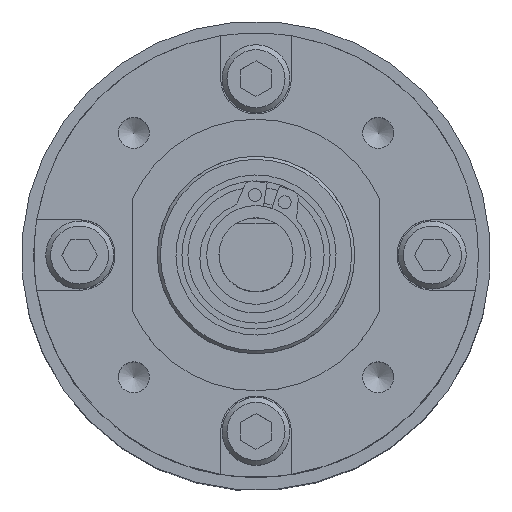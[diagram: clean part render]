
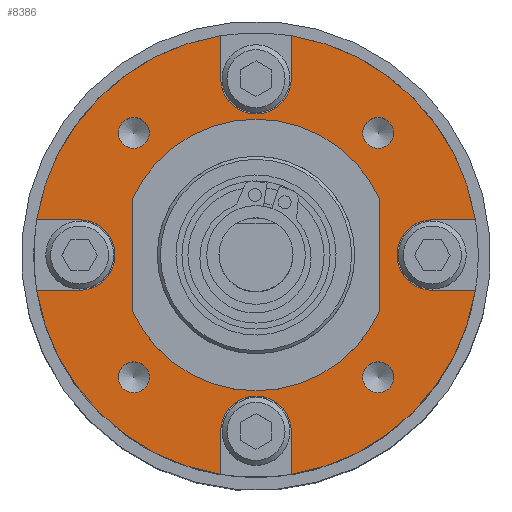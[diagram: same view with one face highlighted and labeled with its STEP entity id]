
A CAD part, top view. The second image highlights one B-rep face of the part: STEP entity #8386.
In plain terms, the highlighted planar face has unit normal (0, 0, 1).
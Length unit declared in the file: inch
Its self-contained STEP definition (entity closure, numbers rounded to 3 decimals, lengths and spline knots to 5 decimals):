
#480=FACE_BOUND('',#1294,.T.);
#481=FACE_BOUND('',#1295,.T.);
#482=FACE_BOUND('',#1296,.T.);
#483=FACE_BOUND('',#1297,.T.);
#484=FACE_BOUND('',#1298,.T.);
#559=PLANE('',#9207);
#838=FACE_OUTER_BOUND('',#1293,.T.);
#1293=EDGE_LOOP('',(#5686,#5687,#5688,#5689,#5690,#5691,#5692,#5693,#5694,
#5695,#5696,#5697,#5698,#5699,#5700,#5701));
#1294=EDGE_LOOP('',(#5702,#5703));
#1295=EDGE_LOOP('',(#5704,#5705));
#1296=EDGE_LOOP('',(#5706,#5707));
#1297=EDGE_LOOP('',(#5708,#5709));
#1298=EDGE_LOOP('',(#5710,#5711,#5712,#5713));
#1837=LINE('',#11886,#2531);
#1838=LINE('',#11888,#2532);
#1839=LINE('',#11891,#2533);
#1840=LINE('',#11893,#2534);
#1841=LINE('',#11896,#2535);
#1842=LINE('',#11898,#2536);
#1843=LINE('',#11901,#2537);
#1844=LINE('',#11902,#2538);
#1845=LINE('',#11905,#2539);
#1846=LINE('',#11909,#2540);
#2531=VECTOR('',#9993,39.37008);
#2532=VECTOR('',#9994,39.37008);
#2533=VECTOR('',#9997,39.37008);
#2534=VECTOR('',#9998,39.37008);
#2535=VECTOR('',#10001,39.37008);
#2536=VECTOR('',#10002,39.37008);
#2537=VECTOR('',#10005,39.37008);
#2538=VECTOR('',#10006,39.37008);
#2539=VECTOR('',#10007,39.37008);
#2540=VECTOR('',#10010,39.37008);
#3222=CIRCLE('',#9122,0.1125);
#3241=CIRCLE('',#9146,0.04921);
#3242=CIRCLE('',#9147,0.04921);
#3245=CIRCLE('',#9152,0.04921);
#3246=CIRCLE('',#9153,0.04921);
#3249=CIRCLE('',#9158,0.04921);
#3250=CIRCLE('',#9159,0.04921);
#3253=CIRCLE('',#9164,0.04921);
#3254=CIRCLE('',#9165,0.04921);
#3273=CIRCLE('',#9190,0.70866);
#3275=CIRCLE('',#9192,0.70866);
#3277=CIRCLE('',#9194,0.70866);
#3279=CIRCLE('',#9196,0.70866);
#3288=CIRCLE('',#9208,0.1125);
#3289=CIRCLE('',#9209,0.1125);
#3290=CIRCLE('',#9210,0.1125);
#3291=CIRCLE('',#9211,0.43307);
#3292=CIRCLE('',#9212,0.43307);
#3486=VERTEX_POINT('',#11689);
#3487=VERTEX_POINT('',#11691);
#3506=VERTEX_POINT('',#11739);
#3507=VERTEX_POINT('',#11741);
#3511=VERTEX_POINT('',#11752);
#3512=VERTEX_POINT('',#11754);
#3516=VERTEX_POINT('',#11765);
#3517=VERTEX_POINT('',#11767);
#3521=VERTEX_POINT('',#11778);
#3522=VERTEX_POINT('',#11780);
#3544=VERTEX_POINT('',#11834);
#3545=VERTEX_POINT('',#11836);
#3548=VERTEX_POINT('',#11842);
#3549=VERTEX_POINT('',#11844);
#3552=VERTEX_POINT('',#11850);
#3553=VERTEX_POINT('',#11852);
#3556=VERTEX_POINT('',#11858);
#3557=VERTEX_POINT('',#11860);
#3567=VERTEX_POINT('',#11887);
#3568=VERTEX_POINT('',#11889);
#3569=VERTEX_POINT('',#11892);
#3570=VERTEX_POINT('',#11894);
#3571=VERTEX_POINT('',#11897);
#3572=VERTEX_POINT('',#11899);
#3573=VERTEX_POINT('',#11903);
#3574=VERTEX_POINT('',#11904);
#3575=VERTEX_POINT('',#11906);
#3576=VERTEX_POINT('',#11908);
#4347=EDGE_CURVE('',#3486,#3487,#3222,.T.);
#4372=EDGE_CURVE('',#3506,#3507,#3241,.T.);
#4373=EDGE_CURVE('',#3507,#3506,#3242,.T.);
#4378=EDGE_CURVE('',#3511,#3512,#3245,.T.);
#4379=EDGE_CURVE('',#3512,#3511,#3246,.T.);
#4384=EDGE_CURVE('',#3516,#3517,#3249,.T.);
#4385=EDGE_CURVE('',#3517,#3516,#3250,.T.);
#4390=EDGE_CURVE('',#3521,#3522,#3253,.T.);
#4391=EDGE_CURVE('',#3522,#3521,#3254,.T.);
#4417=EDGE_CURVE('',#3545,#3544,#3273,.T.);
#4421=EDGE_CURVE('',#3549,#3548,#3275,.T.);
#4425=EDGE_CURVE('',#3553,#3552,#3277,.T.);
#4429=EDGE_CURVE('',#3557,#3556,#3279,.T.);
#4442=EDGE_CURVE('',#3549,#3486,#1837,.T.);
#4443=EDGE_CURVE('',#3567,#3548,#1838,.T.);
#4444=EDGE_CURVE('',#3568,#3567,#3288,.T.);
#4445=EDGE_CURVE('',#3545,#3568,#1839,.T.);
#4446=EDGE_CURVE('',#3569,#3544,#1840,.T.);
#4447=EDGE_CURVE('',#3570,#3569,#3289,.T.);
#4448=EDGE_CURVE('',#3557,#3570,#1841,.T.);
#4449=EDGE_CURVE('',#3571,#3556,#1842,.T.);
#4450=EDGE_CURVE('',#3572,#3571,#3290,.T.);
#4451=EDGE_CURVE('',#3553,#3572,#1843,.T.);
#4452=EDGE_CURVE('',#3487,#3552,#1844,.T.);
#4453=EDGE_CURVE('',#3573,#3574,#1845,.T.);
#4454=EDGE_CURVE('',#3575,#3573,#3291,.T.);
#4455=EDGE_CURVE('',#3576,#3575,#1846,.T.);
#4456=EDGE_CURVE('',#3574,#3576,#3292,.T.);
#5686=ORIENTED_EDGE('',*,*,#4442,.F.);
#5687=ORIENTED_EDGE('',*,*,#4421,.T.);
#5688=ORIENTED_EDGE('',*,*,#4443,.F.);
#5689=ORIENTED_EDGE('',*,*,#4444,.F.);
#5690=ORIENTED_EDGE('',*,*,#4445,.F.);
#5691=ORIENTED_EDGE('',*,*,#4417,.T.);
#5692=ORIENTED_EDGE('',*,*,#4446,.F.);
#5693=ORIENTED_EDGE('',*,*,#4447,.F.);
#5694=ORIENTED_EDGE('',*,*,#4448,.F.);
#5695=ORIENTED_EDGE('',*,*,#4429,.T.);
#5696=ORIENTED_EDGE('',*,*,#4449,.F.);
#5697=ORIENTED_EDGE('',*,*,#4450,.F.);
#5698=ORIENTED_EDGE('',*,*,#4451,.F.);
#5699=ORIENTED_EDGE('',*,*,#4425,.T.);
#5700=ORIENTED_EDGE('',*,*,#4452,.F.);
#5701=ORIENTED_EDGE('',*,*,#4347,.F.);
#5702=ORIENTED_EDGE('',*,*,#4373,.F.);
#5703=ORIENTED_EDGE('',*,*,#4372,.F.);
#5704=ORIENTED_EDGE('',*,*,#4379,.F.);
#5705=ORIENTED_EDGE('',*,*,#4378,.F.);
#5706=ORIENTED_EDGE('',*,*,#4385,.F.);
#5707=ORIENTED_EDGE('',*,*,#4384,.F.);
#5708=ORIENTED_EDGE('',*,*,#4391,.F.);
#5709=ORIENTED_EDGE('',*,*,#4390,.F.);
#5710=ORIENTED_EDGE('',*,*,#4453,.F.);
#5711=ORIENTED_EDGE('',*,*,#4454,.F.);
#5712=ORIENTED_EDGE('',*,*,#4455,.F.);
#5713=ORIENTED_EDGE('',*,*,#4456,.F.);
#8386=ADVANCED_FACE('',(#838,#480,#481,#482,#483,#484),#559,.T.);
#9122=AXIS2_PLACEMENT_3D('',#11692,#9792,#9793);
#9146=AXIS2_PLACEMENT_3D('',#11742,#9846,#9847);
#9147=AXIS2_PLACEMENT_3D('',#11743,#9848,#9849);
#9152=AXIS2_PLACEMENT_3D('',#11755,#9860,#9861);
#9153=AXIS2_PLACEMENT_3D('',#11756,#9862,#9863);
#9158=AXIS2_PLACEMENT_3D('',#11768,#9874,#9875);
#9159=AXIS2_PLACEMENT_3D('',#11769,#9876,#9877);
#9164=AXIS2_PLACEMENT_3D('',#11781,#9888,#9889);
#9165=AXIS2_PLACEMENT_3D('',#11782,#9890,#9891);
#9190=AXIS2_PLACEMENT_3D('',#11837,#9947,#9948);
#9192=AXIS2_PLACEMENT_3D('',#11845,#9953,#9954);
#9194=AXIS2_PLACEMENT_3D('',#11853,#9959,#9960);
#9196=AXIS2_PLACEMENT_3D('',#11861,#9965,#9966);
#9207=AXIS2_PLACEMENT_3D('',#11885,#9991,#9992);
#9208=AXIS2_PLACEMENT_3D('',#11890,#9995,#9996);
#9209=AXIS2_PLACEMENT_3D('',#11895,#9999,#10000);
#9210=AXIS2_PLACEMENT_3D('',#11900,#10003,#10004);
#9211=AXIS2_PLACEMENT_3D('',#11907,#10008,#10009);
#9212=AXIS2_PLACEMENT_3D('',#11910,#10011,#10012);
#9792=DIRECTION('center_axis',(0.,0.,1.));
#9793=DIRECTION('ref_axis',(1.,0.,0.));
#9846=DIRECTION('center_axis',(0.,0.,1.));
#9847=DIRECTION('ref_axis',(1.,0.,0.));
#9848=DIRECTION('center_axis',(0.,0.,1.));
#9849=DIRECTION('ref_axis',(1.,0.,0.));
#9860=DIRECTION('center_axis',(0.,0.,1.));
#9861=DIRECTION('ref_axis',(1.,0.,0.));
#9862=DIRECTION('center_axis',(0.,0.,1.));
#9863=DIRECTION('ref_axis',(1.,0.,0.));
#9874=DIRECTION('center_axis',(0.,0.,1.));
#9875=DIRECTION('ref_axis',(1.,0.,0.));
#9876=DIRECTION('center_axis',(0.,0.,1.));
#9877=DIRECTION('ref_axis',(1.,0.,0.));
#9888=DIRECTION('center_axis',(0.,0.,1.));
#9889=DIRECTION('ref_axis',(1.,0.,0.));
#9890=DIRECTION('center_axis',(0.,0.,1.));
#9891=DIRECTION('ref_axis',(1.,0.,0.));
#9947=DIRECTION('center_axis',(0.,0.,1.));
#9948=DIRECTION('ref_axis',(1.,0.,0.));
#9953=DIRECTION('center_axis',(0.,0.,1.));
#9954=DIRECTION('ref_axis',(1.,0.,0.));
#9959=DIRECTION('center_axis',(0.,0.,1.));
#9960=DIRECTION('ref_axis',(1.,0.,0.));
#9965=DIRECTION('center_axis',(0.,0.,1.));
#9966=DIRECTION('ref_axis',(1.,0.,0.));
#9991=DIRECTION('center_axis',(0.,0.,1.));
#9992=DIRECTION('ref_axis',(1.,0.,0.));
#9993=DIRECTION('',(1.,0.,0.));
#9994=DIRECTION('',(0.,-1.,0.));
#9995=DIRECTION('center_axis',(0.,0.,1.));
#9996=DIRECTION('ref_axis',(1.,0.,0.));
#9997=DIRECTION('',(0.,1.,0.));
#9998=DIRECTION('',(1.,0.,0.));
#9999=DIRECTION('center_axis',(0.,0.,1.));
#10000=DIRECTION('ref_axis',(1.,0.,0.));
#10001=DIRECTION('',(-1.,0.,0.));
#10002=DIRECTION('',(0.,1.,0.));
#10003=DIRECTION('center_axis',(0.,0.,1.));
#10004=DIRECTION('ref_axis',(1.,0.,0.));
#10005=DIRECTION('',(0.,-1.,0.));
#10006=DIRECTION('',(-1.,0.,0.));
#10007=DIRECTION('',(0.,1.,0.));
#10008=DIRECTION('center_axis',(0.,0.,1.));
#10009=DIRECTION('ref_axis',(1.,0.,0.));
#10010=DIRECTION('',(0.,-1.,0.));
#10011=DIRECTION('center_axis',(0.,0.,1.));
#10012=DIRECTION('ref_axis',(1.,0.,0.));
#11689=CARTESIAN_POINT('',(-0.5625,-0.1125,0.98));
#11691=CARTESIAN_POINT('',(-0.5625,0.1125,0.98));
#11692=CARTESIAN_POINT('Origin',(-0.5625,0.,0.98));
#11739=CARTESIAN_POINT('',(0.34053,-0.38974,0.98));
#11741=CARTESIAN_POINT('',(0.43896,-0.38974,0.98));
#11742=CARTESIAN_POINT('Origin',(0.38974,-0.38974,0.98));
#11743=CARTESIAN_POINT('Origin',(0.38974,-0.38974,0.98));
#11752=CARTESIAN_POINT('',(-0.43896,-0.38974,0.98));
#11754=CARTESIAN_POINT('',(-0.34053,-0.38974,0.98));
#11755=CARTESIAN_POINT('Origin',(-0.38974,-0.38974,
0.98));
#11756=CARTESIAN_POINT('Origin',(-0.38974,-0.38974,
0.98));
#11765=CARTESIAN_POINT('',(-0.43896,0.38974,0.98));
#11767=CARTESIAN_POINT('',(-0.34053,0.38974,0.98));
#11768=CARTESIAN_POINT('Origin',(-0.38974,0.38974,0.98));
#11769=CARTESIAN_POINT('Origin',(-0.38974,0.38974,0.98));
#11778=CARTESIAN_POINT('',(0.34053,0.38974,0.98));
#11780=CARTESIAN_POINT('',(0.43896,0.38974,0.98));
#11781=CARTESIAN_POINT('Origin',(0.38974,0.38974,0.98));
#11782=CARTESIAN_POINT('Origin',(0.38974,0.38974,0.98));
#11834=CARTESIAN_POINT('',(0.69967,-0.1125,0.98));
#11836=CARTESIAN_POINT('',(0.1125,-0.69967,0.98));
#11837=CARTESIAN_POINT('Origin',(0.,0.,0.98));
#11842=CARTESIAN_POINT('',(-0.1125,-0.69967,0.98));
#11844=CARTESIAN_POINT('',(-0.69967,-0.1125,0.98));
#11845=CARTESIAN_POINT('Origin',(0.,0.,0.98));
#11850=CARTESIAN_POINT('',(-0.69967,0.1125,0.98));
#11852=CARTESIAN_POINT('',(-0.1125,0.69967,0.98));
#11853=CARTESIAN_POINT('Origin',(0.,0.,0.98));
#11858=CARTESIAN_POINT('',(0.1125,0.69967,0.98));
#11860=CARTESIAN_POINT('',(0.69967,0.1125,0.98));
#11861=CARTESIAN_POINT('Origin',(0.,0.,0.98));
#11885=CARTESIAN_POINT('Origin',(0.,0.,0.98));
#11886=CARTESIAN_POINT('',(-0.5625,-0.1125,0.98));
#11887=CARTESIAN_POINT('',(-0.1125,-0.5625,0.98));
#11888=CARTESIAN_POINT('',(-0.1125,-0.5625,0.98));
#11889=CARTESIAN_POINT('',(0.1125,-0.5625,0.98));
#11890=CARTESIAN_POINT('Origin',(0.,-0.5625,0.98));
#11891=CARTESIAN_POINT('',(0.1125,-0.5625,0.98));
#11892=CARTESIAN_POINT('',(0.5625,-0.1125,0.98));
#11893=CARTESIAN_POINT('',(0.5625,-0.1125,0.98));
#11894=CARTESIAN_POINT('',(0.5625,0.1125,0.98));
#11895=CARTESIAN_POINT('Origin',(0.5625,0.,0.98));
#11896=CARTESIAN_POINT('',(0.5625,0.1125,0.98));
#11897=CARTESIAN_POINT('',(0.1125,0.5625,0.98));
#11898=CARTESIAN_POINT('',(0.1125,0.5625,0.98));
#11899=CARTESIAN_POINT('',(-0.1125,0.5625,0.98));
#11900=CARTESIAN_POINT('Origin',(0.,0.5625,0.98));
#11901=CARTESIAN_POINT('',(-0.1125,0.5625,0.98));
#11902=CARTESIAN_POINT('',(-0.5625,0.1125,0.98));
#11903=CARTESIAN_POINT('',(0.3937,-0.18042,0.98));
#11904=CARTESIAN_POINT('',(0.3937,0.18042,0.98));
#11905=CARTESIAN_POINT('',(0.3937,0.18042,0.98));
#11906=CARTESIAN_POINT('',(-0.3937,-0.18042,0.98));
#11907=CARTESIAN_POINT('Origin',(0.,0.,0.98));
#11908=CARTESIAN_POINT('',(-0.3937,0.18042,0.98));
#11909=CARTESIAN_POINT('',(-0.3937,0.18042,0.98));
#11910=CARTESIAN_POINT('Origin',(0.,0.,0.98));
